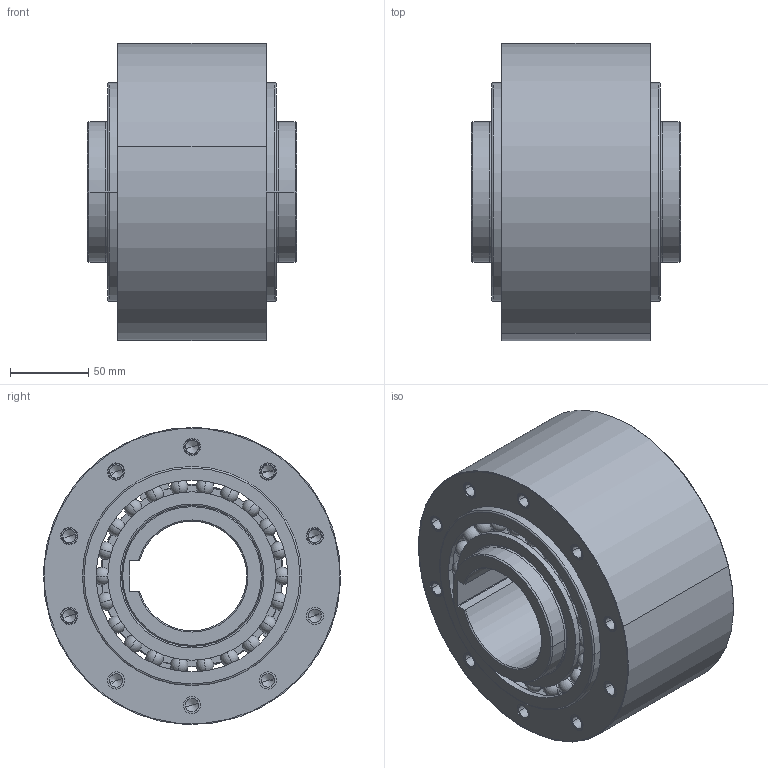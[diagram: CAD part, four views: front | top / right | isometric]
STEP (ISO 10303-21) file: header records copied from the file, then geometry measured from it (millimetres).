
FILE_DESCRIPTION((''),'2;1');
FILE_NAME('_CGS_TEMP_IGS','2023-05-19T',('SYSTEM'),(''),'PRO/ENGINEER BY PARAMETRIC TECHNOLOGY CORPORATION, 2016360','PRO/ENGINEER BY PARAMETRIC TECHNOLOGY CORPORATION, 2016360','');
FILE_SCHEMA(('AUTOMOTIVE_DESIGN { 1 0 10303 214 1 1 1 1 }'));
Length unit declared in the file: inch
Products named in the file (1): _CGS_TEMP_IGS
Bounding box: 134 x 189.88 x 189.88 mm (x, y, z)
Volume: 2109089.1 mm3; surface area: 321587.2 mm2
Topology: 66 solids, 88 shells, 749 faces, 1867 edges, 1098 vertices
Faces by surface type: cylinder 246, plane 161, sphere 132, cone 106, bspline 60, torus 44
Entity records: 31082 total; most frequent: CARTESIAN_POINT 13948, DIRECTION 3855, ORIENTED_EDGE 3182, AXIS2_PLACEMENT_3D 1718, EDGE_CURVE 1631, VERTEX_POINT 1098, CIRCLE 1028, EDGE_LOOP 847
